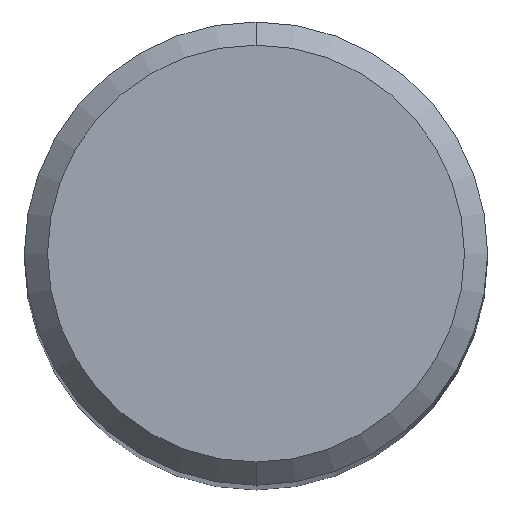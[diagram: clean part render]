
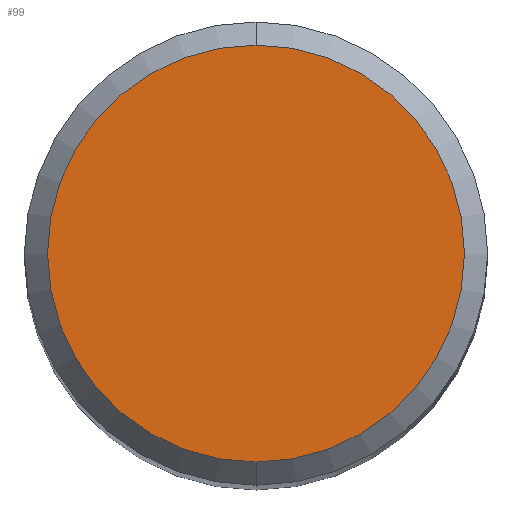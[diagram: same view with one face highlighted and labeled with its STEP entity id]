
A CAD part, top view. The second image highlights one B-rep face of the part: STEP entity #99.
In plain terms, the highlighted planar face has unit normal (0, 0, 1).
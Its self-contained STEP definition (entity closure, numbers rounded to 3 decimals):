
#71=EDGE_CURVE('',#113,#91,#152,.T.);
#73=EDGE_CURVE('',#91,#113,#154,.T.);
#91=VERTEX_POINT('',#175);
#99=ADVANCED_FACE('',(#184),#185,.T.);
#113=VERTEX_POINT('',#199);
#152=CIRCLE('',#234,9.0);
#154=CIRCLE('',#237,9.0);
#175=CARTESIAN_POINT('',(0.0,9.0,0.0));
#184=FACE_OUTER_BOUND('',#272,.T.);
#185=PLANE('',#273);
#199=CARTESIAN_POINT('',(0.,-9.0,0.0));
#234=AXIS2_PLACEMENT_3D('',#331,#332,#333);
#237=AXIS2_PLACEMENT_3D('',#334,#335,#336);
#272=EDGE_LOOP('',(#378,#379));
#273=AXIS2_PLACEMENT_3D('',#380,#381,#382);
#331=CARTESIAN_POINT('',(0.0,0.0,0.0));
#332=DIRECTION('',(0.0,0.0,-1.0));
#333=DIRECTION('',(0.0,1.0,0.0));
#334=CARTESIAN_POINT('',(0.0,0.0,0.0));
#335=DIRECTION('',(0.0,0.0,-1.0));
#336=DIRECTION('',(0.0,1.0,0.0));
#378=ORIENTED_EDGE('',*,*,#73,.F.);
#379=ORIENTED_EDGE('',*,*,#71,.F.);
#380=CARTESIAN_POINT('',(0.0,4.5,0.0));
#381=DIRECTION('',(-0.0,0.0,1.0));
#382=DIRECTION('',(0.0,-1.0,0.0));
